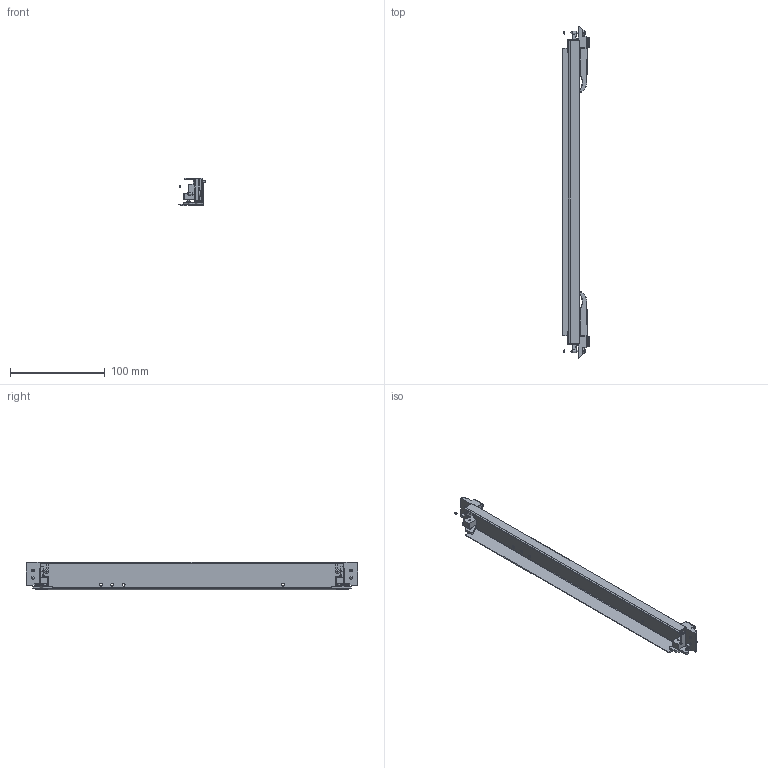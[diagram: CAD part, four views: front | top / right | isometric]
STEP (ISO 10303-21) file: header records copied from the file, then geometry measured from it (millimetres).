
FILE_DESCRIPTION(/* description */ (''),/* implementation_level */ '2;1');
FILE_NAME(/* name */ '66-535-28-3D-STEP v5.step',/* time_stamp */ '2021-09-11T12:37:56+02:00',/* author */ (''),/* organization */ (''),/* preprocessor_version */ 'ST-DEVELOPER v18.1',/* originating_system */ 'Autodesk Translation Framework v10.10.0.1391',/* authorisation */ '');
FILE_SCHEMA (('AUTOMOTIVE_DESIGN { 1 0 10303 214 3 1 1 }'));
Length unit declared in the file: millimetre
Products named in the file (6): 66-535-28-3D-STEP; 66-535-28; 81-300-00-3D-STEP; 81-300-00-oben; 81-301-00-3D-STEP; 81-301-00-unten
Assembly tree (5 placements, depth 3):
  66-535-28-3D-STEP
    66-535-28
    81-300-00-3D-STEP
      81-300-00-oben
    81-301-00-3D-STEP
      81-301-00-unten
Bounding box: 28.37 x 350.85 x 29.17 mm (x, y, z)
Volume: 34829.1 mm3; surface area: 44680.8 mm2
Topology: 3 solids, 7 shells, 594 faces, 1527 edges, 956 vertices
Faces by surface type: plane 298, cylinder 204, torus 50, sphere 18, cone 16, bspline 8
Full cylindrical faces by diameter (mm): 1.5 x4, 2 x2, 2.05 x2, 2.5 x6, 2.75 x2, 3 x6, 4 x4, 4.5 x2, 6 x2
Entity records: 18943 total; most frequent: CARTESIAN_POINT 3794, DIRECTION 3272, ORIENTED_EDGE 3026, EDGE_CURVE 1513, AXIS2_PLACEMENT_3D 1184, VERTEX_POINT 956, LINE 904, VECTOR 904
